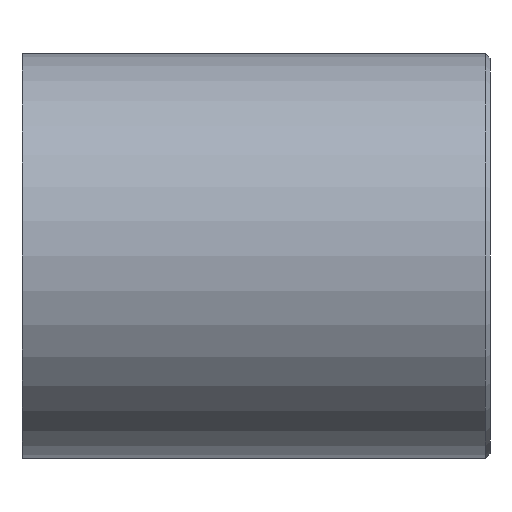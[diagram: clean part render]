
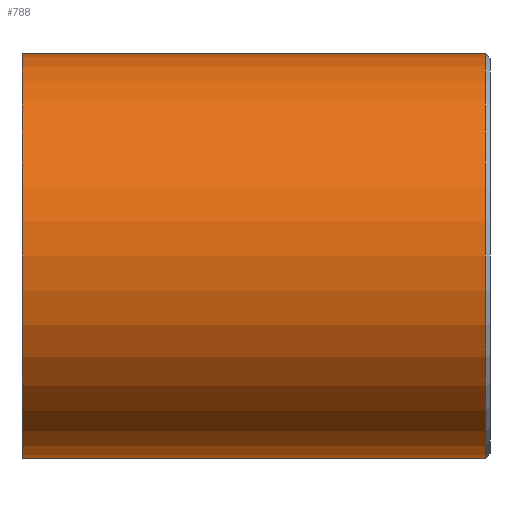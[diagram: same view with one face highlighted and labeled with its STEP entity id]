
A CAD part, front view. The second image highlights one B-rep face of the part: STEP entity #788.
In plain terms, the highlighted cylindrical face has radius 22.5 mm (diameter 45 mm), a partial arc.
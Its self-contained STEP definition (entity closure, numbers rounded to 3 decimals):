
#16 = CIRCLE ( 'NONE', #499, 22.5 ) ;
#22 = VERTEX_POINT ( 'NONE', #522 ) ;
#23 = DIRECTION ( 'NONE',  ( -1., 0., 0. ) ) ;
#48 = DIRECTION ( 'NONE',  ( 0., 0., 1. ) ) ;
#51 = CARTESIAN_POINT ( 'NONE',  ( -6.417, 0., 0. ) ) ;
#81 = CARTESIAN_POINT ( 'NONE',  ( -6.417, 0., 22.5 ) ) ;
#201 = FACE_OUTER_BOUND ( 'NONE', #909, .T. ) ;
#214 = CARTESIAN_POINT ( 'NONE',  ( 45.083, 0., 22.5 ) ) ;
#218 = EDGE_CURVE ( 'NONE', #861, #563, #953, .T. ) ;
#221 = CYLINDRICAL_SURFACE ( 'NONE', #632, 22.5 ) ;
#232 = EDGE_CURVE ( 'NONE', #22, #799, #368, .T. ) ;
#247 = DIRECTION ( 'NONE',  ( -1., 0., 0. ) ) ;
#259 = DIRECTION ( 'NONE',  ( 0., 0., 1. ) ) ;
#290 = EDGE_CURVE ( 'NONE', #22, #861, #393, .T. ) ;
#328 = DIRECTION ( 'NONE',  ( -1., 0., 0. ) ) ;
#360 = ORIENTED_EDGE ( 'NONE', *, *, #232, .F. ) ;
#368 = LINE ( 'NONE', #782, #462 ) ;
#393 = CIRCLE ( 'NONE', #779, 22.5 ) ;
#419 = ORIENTED_EDGE ( 'NONE', *, *, #218, .T. ) ;
#462 = VECTOR ( 'NONE', #328, 1000. ) ;
#470 = CARTESIAN_POINT ( 'NONE',  ( 45.083, 0., 0. ) ) ;
#499 = AXIS2_PLACEMENT_3D ( 'NONE', #51, #912, #48 ) ;
#505 = ORIENTED_EDGE ( 'NONE', *, *, #843, .F. ) ;
#522 = CARTESIAN_POINT ( 'NONE',  ( 45.083, 0., -22.5 ) ) ;
#545 = DIRECTION ( 'NONE',  ( -1., 0., 0. ) ) ;
#563 = VERTEX_POINT ( 'NONE', #828 ) ;
#622 = DIRECTION ( 'NONE',  ( 0., 0., 1. ) ) ;
#632 = AXIS2_PLACEMENT_3D ( 'NONE', #703, #247, #622 ) ;
#652 = CARTESIAN_POINT ( 'NONE',  ( -6.417, 0., -22.5 ) ) ;
#703 = CARTESIAN_POINT ( 'NONE',  ( -6.417, 0., 0. ) ) ;
#745 = VECTOR ( 'NONE', #545, 1000. ) ;
#764 = ORIENTED_EDGE ( 'NONE', *, *, #290, .T. ) ;
#779 = AXIS2_PLACEMENT_3D ( 'NONE', #470, #23, #259 ) ;
#782 = CARTESIAN_POINT ( 'NONE',  ( -6.417, 0., -22.5 ) ) ;
#788 = ADVANCED_FACE ( 'NONE', ( #201 ), #221, .T. ) ;
#799 = VERTEX_POINT ( 'NONE', #652 ) ;
#828 = CARTESIAN_POINT ( 'NONE',  ( -6.417, 0., 22.5 ) ) ;
#843 = EDGE_CURVE ( 'NONE', #799, #563, #16, .T. ) ;
#861 = VERTEX_POINT ( 'NONE', #214 ) ;
#909 = EDGE_LOOP ( 'NONE', ( #360, #764, #419, #505 ) ) ;
#912 = DIRECTION ( 'NONE',  ( -1., 0., 0. ) ) ;
#953 = LINE ( 'NONE', #81, #745 ) ;
